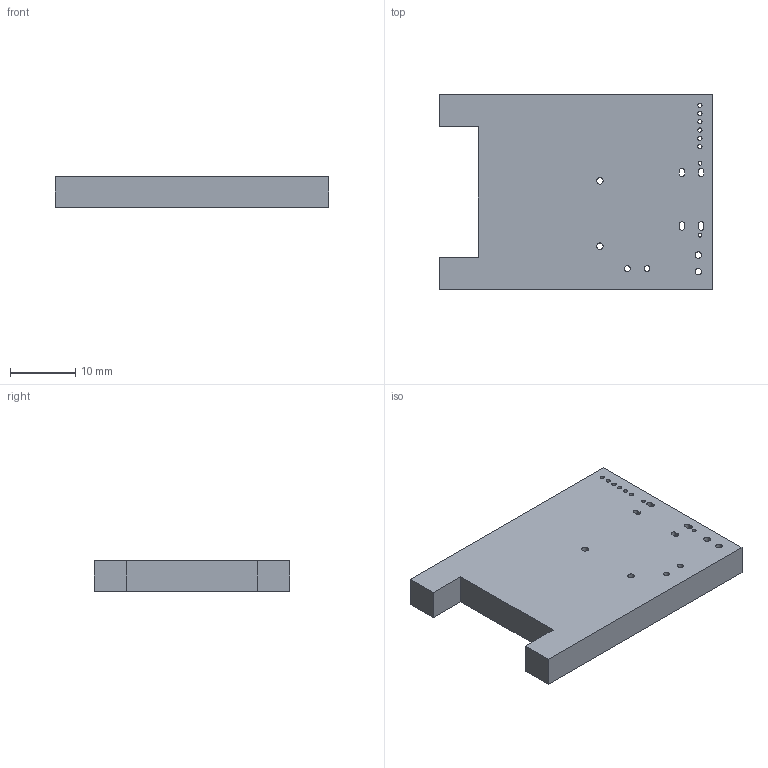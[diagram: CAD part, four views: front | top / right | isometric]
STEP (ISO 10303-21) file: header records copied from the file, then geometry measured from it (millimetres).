
FILE_DESCRIPTION(('KiCad electronic assembly'),'2;1');
FILE_NAME('screen.step','2022-02-03T13:07:00',('Pcbnew'),('Kicad'), 'Open CASCADE STEP processor 7.5','KiCad to STEP converter','Unknown' );
FILE_SCHEMA(('AUTOMOTIVE_DESIGN { 1 0 10303 214 1 1 1 1 }'));
Length unit declared in the file: millimetre
Products named in the file (2): screen 1; screen PCB
Assembly tree (1 placements, depth 2):
  screen 1
    screen PCB
Bounding box: 41.9 x 30 x 4.69 mm (x, y, z)
Volume: 5282.9 mm3; surface area: 3210.1 mm2
Topology: 1 solids, 1 shells, 40 faces, 114 edges, 76 vertices
Faces by surface type: cylinder 22, plane 18
Full cylindrical faces by diameter (mm): 0.6 x2, 0.65 x6, 0.9 x2, 1 x4
Entity records: 3055 total; most frequent: CARTESIAN_POINT 724, DIRECTION 426, LINE 254, VECTOR 254, ORIENTED_EDGE 228, PCURVE 228, DEFINITIONAL_REPRESENTATION 228, EDGE_CURVE 114
